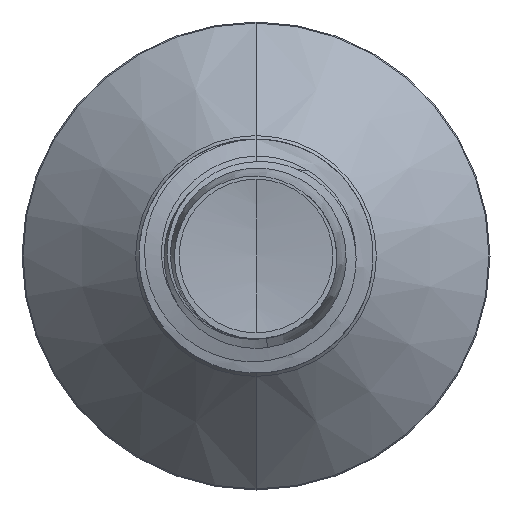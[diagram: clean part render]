
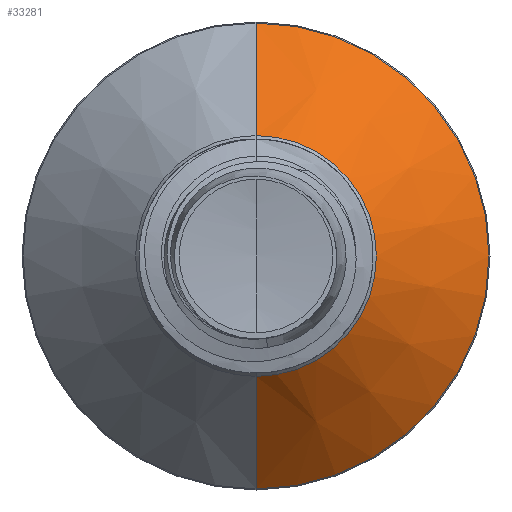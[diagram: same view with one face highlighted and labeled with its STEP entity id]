
A CAD part, front view. The second image highlights one B-rep face of the part: STEP entity #33281.
In plain terms, the highlighted conical face has half-angle 45 degrees and reference radius 3.088 mm.
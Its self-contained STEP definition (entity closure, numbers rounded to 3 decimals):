
#244 = ORIENTED_EDGE ( 'NONE', *, *, #25920, .F. ) ;
#1225 = LINE ( 'NONE', #8118, #31798 ) ;
#2031 = DIRECTION ( 'NONE',  ( 0., 0., 1. ) ) ;
#2172 = DIRECTION ( 'NONE',  ( 0., 1., 0. ) ) ;
#2226 = CARTESIAN_POINT ( 'NONE',  ( 0., 28.739, 0. ) ) ;
#2258 = LINE ( 'NONE', #3205, #19515 ) ;
#3205 = CARTESIAN_POINT ( 'NONE',  ( 0., 28.739, 3.089 ) ) ;
#4481 = CARTESIAN_POINT ( 'NONE',  ( 0., 28.739, 3.089 ) ) ;
#4780 = VERTEX_POINT ( 'NONE', #4481 ) ;
#6480 = DIRECTION ( 'NONE',  ( 0., 0.707, 0.707 ) ) ;
#6617 = EDGE_CURVE ( 'NONE', #4780, #20544, #34514, .T. ) ;
#6745 = AXIS2_PLACEMENT_3D ( 'NONE', #2226, #2172, #2031 ) ;
#8118 = CARTESIAN_POINT ( 'NONE',  ( 0., 28.739, -3.089 ) ) ;
#9816 = CONICAL_SURFACE ( 'NONE', #14917, 3.089, 0.785 ) ;
#10261 = CARTESIAN_POINT ( 'NONE',  ( 0., 31.624, 5.974 ) ) ;
#10832 = VERTEX_POINT ( 'NONE', #18343 ) ;
#11010 = CARTESIAN_POINT ( 'NONE',  ( 0., 28.739, -3.089 ) ) ;
#12011 = AXIS2_PLACEMENT_3D ( 'NONE', #17748, #38189, #20960 ) ;
#12157 = EDGE_LOOP ( 'NONE', ( #16215, #32696, #244, #33539 ) ) ;
#13839 = DIRECTION ( 'NONE',  ( 0., 0., 1. ) ) ;
#14917 = AXIS2_PLACEMENT_3D ( 'NONE', #34979, #16662, #13839 ) ;
#16215 = ORIENTED_EDGE ( 'NONE', *, *, #6617, .T. ) ;
#16662 = DIRECTION ( 'NONE',  ( 0., 1., 0. ) ) ;
#17748 = CARTESIAN_POINT ( 'NONE',  ( 0., 31.624, 0. ) ) ;
#18343 = CARTESIAN_POINT ( 'NONE',  ( 0., 31.624, -5.974 ) ) ;
#19515 = VECTOR ( 'NONE', #6480, 1000. ) ;
#20544 = VERTEX_POINT ( 'NONE', #11010 ) ;
#20960 = DIRECTION ( 'NONE',  ( 0., 0., 1. ) ) ;
#24907 = EDGE_CURVE ( 'NONE', #4780, #25278, #2258, .T. ) ;
#25278 = VERTEX_POINT ( 'NONE', #10261 ) ;
#25920 = EDGE_CURVE ( 'NONE', #25278, #10832, #30909, .T. ) ;
#26039 = EDGE_CURVE ( 'NONE', #20544, #10832, #1225, .T. ) ;
#27691 = FACE_OUTER_BOUND ( 'NONE', #12157, .T. ) ;
#30909 = CIRCLE ( 'NONE', #12011, 5.974 ) ;
#31798 = VECTOR ( 'NONE', #33532, 1000. ) ;
#32696 = ORIENTED_EDGE ( 'NONE', *, *, #26039, .T. ) ;
#33281 = ADVANCED_FACE ( 'NONE', ( #27691 ), #9816, .T. ) ;
#33532 = DIRECTION ( 'NONE',  ( 0., 0.707, -0.707 ) ) ;
#33539 = ORIENTED_EDGE ( 'NONE', *, *, #24907, .F. ) ;
#34514 = CIRCLE ( 'NONE', #6745, 3.089 ) ;
#34979 = CARTESIAN_POINT ( 'NONE',  ( 0., 28.739, 0. ) ) ;
#38189 = DIRECTION ( 'NONE',  ( 0., 1., 0. ) ) ;
